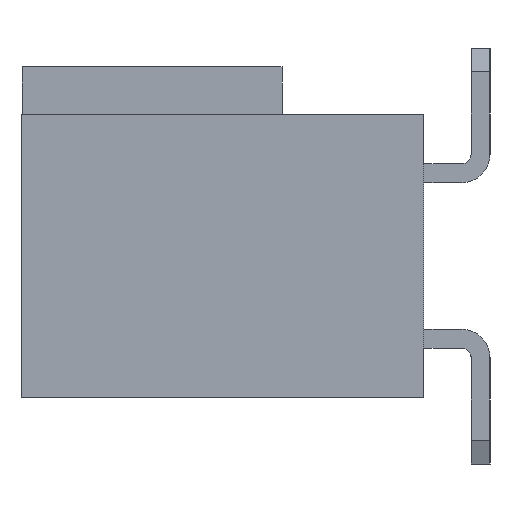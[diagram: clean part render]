
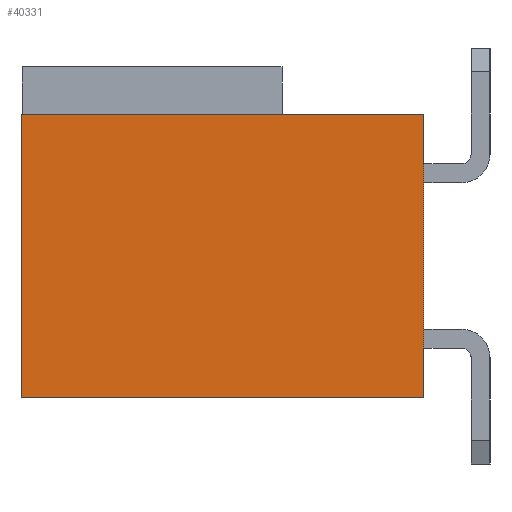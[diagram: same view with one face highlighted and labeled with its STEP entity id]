
A CAD part, left-side view. The second image highlights one B-rep face of the part: STEP entity #40331.
In plain terms, the highlighted planar face has unit normal (-1, 0, 0).
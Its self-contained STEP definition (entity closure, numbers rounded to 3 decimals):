
#36912=CARTESIAN_POINT('',(10.085,8.5,-4.25));
#36913=VERTEX_POINT('',#36912);
#36923=CARTESIAN_POINT('',(10.085,8.5,1.75));
#36924=VERTEX_POINT('',#36923);
#36925=CARTESIAN_POINT('',(10.085,8.5,1.75));
#36926=CARTESIAN_POINT('',(10.085,8.5,0.55));
#36927=CARTESIAN_POINT('',(10.085,8.5,-0.65));
#36928=CARTESIAN_POINT('',(10.085,8.5,-1.85));
#36929=CARTESIAN_POINT('',(10.085,8.5,-3.05));
#36930=CARTESIAN_POINT('',(10.085,8.5,-4.25));
#36931=B_SPLINE_CURVE_WITH_KNOTS('',5,(#36925,#36926,#36927,#36928,#36929,#36930),.UNSPECIFIED.,.F.,.U.,(6,6),(0.,6.),.UNSPECIFIED.);
#36932=EDGE_CURVE('',#36924,#36913,#36931,.T.);
#37076=CARTESIAN_POINT('',(10.085,0.,1.75));
#37077=VERTEX_POINT('',#37076);
#37078=CARTESIAN_POINT('',(10.085,0.,1.75));
#37079=CARTESIAN_POINT('',(10.085,1.7,1.75));
#37080=CARTESIAN_POINT('',(10.085,3.4,1.75));
#37081=CARTESIAN_POINT('',(10.085,5.1,1.75));
#37082=CARTESIAN_POINT('',(10.085,6.8,1.75));
#37083=CARTESIAN_POINT('',(10.085,8.5,1.75));
#37084=B_SPLINE_CURVE_WITH_KNOTS('',5,(#37078,#37079,#37080,#37081,#37082,#37083),.UNSPECIFIED.,.F.,.U.,(6,6),(0.,8.5),.UNSPECIFIED.);
#37085=EDGE_CURVE('',#37077,#36924,#37084,.T.);
#37115=CARTESIAN_POINT('',(10.085,0.,-4.25));
#37116=VERTEX_POINT('',#37115);
#37128=CARTESIAN_POINT('',(10.085,8.5,-4.25));
#37129=CARTESIAN_POINT('',(10.085,6.8,-4.25));
#37130=CARTESIAN_POINT('',(10.085,5.1,-4.25));
#37131=CARTESIAN_POINT('',(10.085,3.4,-4.25));
#37132=CARTESIAN_POINT('',(10.085,1.7,-4.25));
#37133=CARTESIAN_POINT('',(10.085,0.,-4.25));
#37134=B_SPLINE_CURVE_WITH_KNOTS('',5,(#37128,#37129,#37130,#37131,#37132,#37133),.UNSPECIFIED.,.F.,.U.,(6,6),(0.,8.5),.UNSPECIFIED.);
#37135=EDGE_CURVE('',#36913,#37116,#37134,.T.);
#40293=CARTESIAN_POINT('',(10.085,4.25,-1.25));
#40294=DIRECTION('',(0.,0.,1.));
#40295=DIRECTION('',(-1.,0.,0.));
#40296=AXIS2_PLACEMENT_3D('',#40293,#40295,#40294);
#40297=PLANE('',#40296);
#40298=ORIENTED_EDGE('',*,*,#36932,.T.);
#40299=ORIENTED_EDGE('',*,*,#37135,.T.);
#40300=CARTESIAN_POINT('',(10.085,0.,-3.175));
#40301=VERTEX_POINT('',#40300);
#40302=CARTESIAN_POINT('',(10.085,0.,-3.175));
#40303=CARTESIAN_POINT('',(10.085,0.,-3.39));
#40304=CARTESIAN_POINT('',(10.085,0.,-3.605));
#40305=CARTESIAN_POINT('',(10.085,0.,-3.82));
#40306=CARTESIAN_POINT('',(10.085,0.,-4.035));
#40307=CARTESIAN_POINT('',(10.085,0.,-4.25));
#40308=B_SPLINE_CURVE_WITH_KNOTS('',5,(#40302,#40303,#40304,#40305,#40306,#40307),.UNSPECIFIED.,.F.,.U.,(6,6),(0.,1.075),.UNSPECIFIED.);
#40309=EDGE_CURVE('',#40301,#37116,#40308,.T.);
#40310=ORIENTED_EDGE('',*,*,#40309,.F.);
#40311=CARTESIAN_POINT('',(10.085,0.,0.675));
#40312=VERTEX_POINT('',#40311);
#40313=CARTESIAN_POINT('',(10.085,0.,0.675));
#40314=DIRECTION('',(0.,0.,-1.));
#40315=VECTOR('',#40314,3.85);
#40316=LINE('',#40313,#40315);
#40317=EDGE_CURVE('',#40312,#40301,#40316,.T.);
#40318=ORIENTED_EDGE('',*,*,#40317,.F.);
#40319=CARTESIAN_POINT('',(10.085,0.,0.675));
#40320=CARTESIAN_POINT('',(10.085,0.,0.89));
#40321=CARTESIAN_POINT('',(10.085,0.,1.105));
#40322=CARTESIAN_POINT('',(10.085,0.,1.32));
#40323=CARTESIAN_POINT('',(10.085,0.,1.535));
#40324=CARTESIAN_POINT('',(10.085,0.,1.75));
#40325=B_SPLINE_CURVE_WITH_KNOTS('',5,(#40319,#40320,#40321,#40322,#40323,#40324),.UNSPECIFIED.,.F.,.U.,(6,6),(0.,1.075),.UNSPECIFIED.);
#40326=EDGE_CURVE('',#40312,#37077,#40325,.T.);
#40327=ORIENTED_EDGE('',*,*,#40326,.T.);
#40328=ORIENTED_EDGE('',*,*,#37085,.T.);
#40329=EDGE_LOOP('',(#40298,#40299,#40310,#40318,#40327,#40328));
#40330=FACE_OUTER_BOUND('',#40329,.T.);
#40331=ADVANCED_FACE('',(#40330),#40297,.T.);
